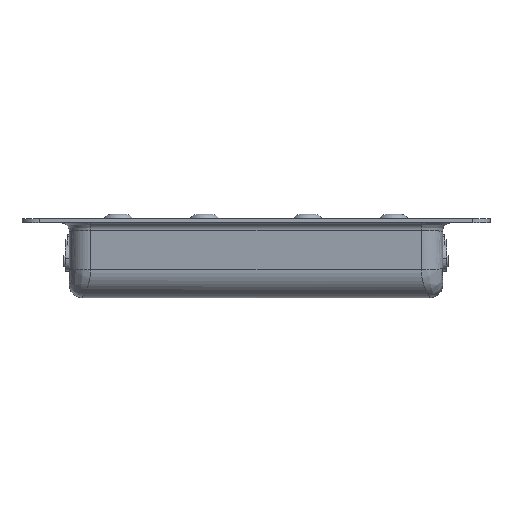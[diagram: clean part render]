
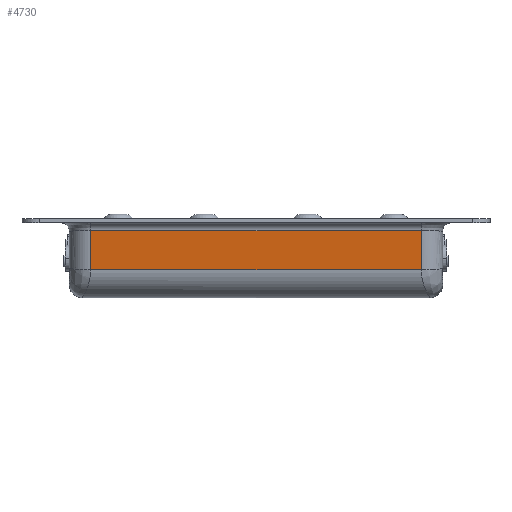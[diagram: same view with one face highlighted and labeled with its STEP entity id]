
A CAD part, front view. The second image highlights one B-rep face of the part: STEP entity #4730.
In plain terms, the highlighted planar face has unit normal (0, -0.994, -0.107).
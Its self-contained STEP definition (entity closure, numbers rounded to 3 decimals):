
#352 = VERTEX_POINT ( 'NONE', #2239 ) ;
#458 = DIRECTION ( 'NONE',  ( 0., -0.107, 0.994 ) ) ;
#814 = CARTESIAN_POINT ( 'NONE',  ( -96., -66.676, -6.964 ) ) ;
#1241 = EDGE_CURVE ( 'NONE', #10811, #7575, #5258, .T. ) ;
#1879 = DIRECTION ( 'NONE',  ( -1., 0., 0. ) ) ;
#2200 = CARTESIAN_POINT ( 'NONE',  ( 95.999, -64.22, -29.722 ) ) ;
#2203 = B_SPLINE_CURVE_WITH_KNOTS ( 'NONE', 3,
 ( #8917, #8298, #8197, #3826 ),
 .UNSPECIFIED., .F., .F.,
 ( 4, 4 ),
 ( -0.023, 0. ),
 .UNSPECIFIED. ) ;
#2239 = CARTESIAN_POINT ( 'NONE',  ( -96., -66.676, -6.964 ) ) ;
#2544 = CARTESIAN_POINT ( 'NONE',  ( 96., -65.857, -14.549 ) ) ;
#2627 = PLANE ( 'NONE',  #12133 ) ;
#3097 = VECTOR ( 'NONE', #1879, 1000. ) ;
#3337 = ORIENTED_EDGE ( 'NONE', *, *, #10202, .T. ) ;
#3826 = CARTESIAN_POINT ( 'NONE',  ( -95.999, -64.22, -29.722 ) ) ;
#4578 = LINE ( 'NONE', #814, #3097 ) ;
#4730 = ADVANCED_FACE ( 'NONE', ( #13115 ), #2627, .F. ) ;
#4868 = DIRECTION ( 'NONE',  ( -1., 0., 0. ) ) ;
#5258 = B_SPLINE_CURVE_WITH_KNOTS ( 'NONE', 3,
 ( #9029, #8050, #2544, #13234 ),
 .UNSPECIFIED., .F., .F.,
 ( 4, 4 ),
 ( 0., 0.023 ),
 .UNSPECIFIED. ) ;
#5857 = EDGE_LOOP ( 'NONE', ( #8467, #9110, #3337, #10581 ) ) ;
#6369 = VERTEX_POINT ( 'NONE', #12324 ) ;
#6699 = CARTESIAN_POINT ( 'NONE',  ( 136., -67.157, -2.5 ) ) ;
#7056 = EDGE_CURVE ( 'NONE', #10811, #6369, #11192, .T. ) ;
#7575 = VERTEX_POINT ( 'NONE', #12892 ) ;
#8050 = CARTESIAN_POINT ( 'NONE',  ( 96., -65.038, -22.135 ) ) ;
#8197 = CARTESIAN_POINT ( 'NONE',  ( -96., -65.038, -22.135 ) ) ;
#8298 = CARTESIAN_POINT ( 'NONE',  ( -96., -65.857, -14.549 ) ) ;
#8467 = ORIENTED_EDGE ( 'NONE', *, *, #1241, .T. ) ;
#8917 = CARTESIAN_POINT ( 'NONE',  ( -96., -66.676, -6.964 ) ) ;
#9029 = CARTESIAN_POINT ( 'NONE',  ( 95.999, -64.22, -29.722 ) ) ;
#9110 = ORIENTED_EDGE ( 'NONE', *, *, #12156, .T. ) ;
#10202 = EDGE_CURVE ( 'NONE', #352, #6369, #2203, .T. ) ;
#10581 = ORIENTED_EDGE ( 'NONE', *, *, #7056, .F. ) ;
#10811 = VERTEX_POINT ( 'NONE', #2200 ) ;
#11110 = CARTESIAN_POINT ( 'NONE',  ( 136., -64.22, -29.721 ) ) ;
#11192 = LINE ( 'NONE', #11110, #13407 ) ;
#12133 = AXIS2_PLACEMENT_3D ( 'NONE', #6699, #13282, #458 ) ;
#12156 = EDGE_CURVE ( 'NONE', #7575, #352, #4578, .T. ) ;
#12324 = CARTESIAN_POINT ( 'NONE',  ( -95.999, -64.22, -29.722 ) ) ;
#12892 = CARTESIAN_POINT ( 'NONE',  ( 96., -66.676, -6.964 ) ) ;
#13115 = FACE_OUTER_BOUND ( 'NONE', #5857, .T. ) ;
#13234 = CARTESIAN_POINT ( 'NONE',  ( 96., -66.676, -6.964 ) ) ;
#13282 = DIRECTION ( 'NONE',  ( 0., 0.994, 0.107 ) ) ;
#13407 = VECTOR ( 'NONE', #4868, 1000. ) ;
